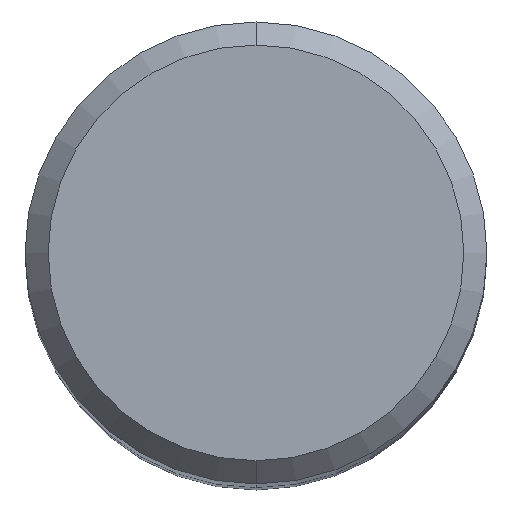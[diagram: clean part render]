
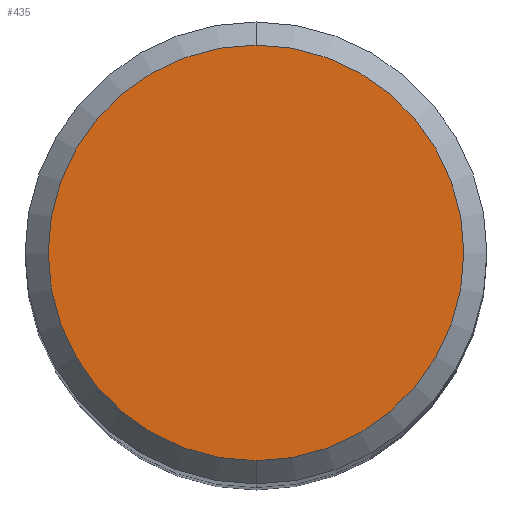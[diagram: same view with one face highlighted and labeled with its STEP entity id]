
A CAD part, top view. The second image highlights one B-rep face of the part: STEP entity #435.
In plain terms, the highlighted planar face has unit normal (0, 0, 1).
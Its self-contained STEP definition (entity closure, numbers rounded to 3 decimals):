
#227=VERTEX_POINT('',#544);
#307=EDGE_CURVE('',#417,#227,#632,.T.);
#417=VERTEX_POINT('',#752);
#431=EDGE_CURVE('',#227,#417,#766,.T.);
#435=ADVANCED_FACE('',(#771),#772,.T.);
#544=CARTESIAN_POINT('',(0.,-3.6,0.0));
#632=CIRCLE('',#1099,3.6);
#752=CARTESIAN_POINT('',(0.0,3.6,0.0));
#766=CIRCLE('',#1406,3.6);
#771=FACE_OUTER_BOUND('',#1411,.T.);
#772=PLANE('',#1412);
#1099=AXIS2_PLACEMENT_3D('',#1648,#1649,#1650);
#1406=AXIS2_PLACEMENT_3D('',#1784,#1785,#1786);
#1411=EDGE_LOOP('',(#1796,#1797));
#1412=AXIS2_PLACEMENT_3D('',#1798,#1799,#1800);
#1648=CARTESIAN_POINT('',(0.0,0.0,0.0));
#1649=DIRECTION('',(0.0,0.0,-1.0));
#1650=DIRECTION('',(0.0,1.0,0.0));
#1784=CARTESIAN_POINT('',(0.0,0.0,0.0));
#1785=DIRECTION('',(0.0,0.0,-1.0));
#1786=DIRECTION('',(0.0,1.0,0.0));
#1796=ORIENTED_EDGE('',*,*,#307,.F.);
#1797=ORIENTED_EDGE('',*,*,#431,.F.);
#1798=CARTESIAN_POINT('',(0.0,1.8,0.0));
#1799=DIRECTION('',(-0.0,0.0,1.0));
#1800=DIRECTION('',(0.0,-1.0,0.0));
